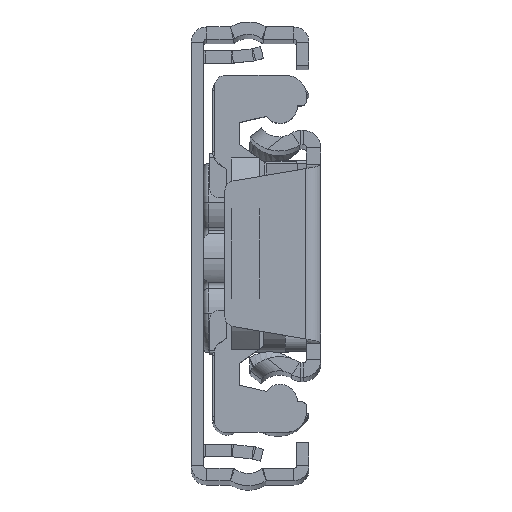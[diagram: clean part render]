
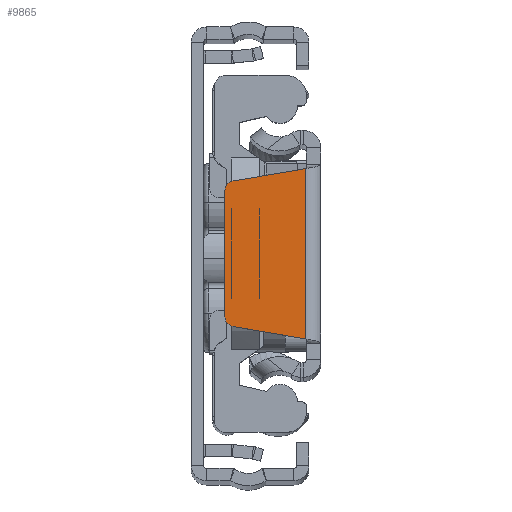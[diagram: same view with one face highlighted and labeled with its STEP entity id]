
A CAD part, top view. The second image highlights one B-rep face of the part: STEP entity #9865.
In plain terms, the highlighted planar face has unit normal (0, 0, 1).
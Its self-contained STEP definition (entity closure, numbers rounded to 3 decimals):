
#402 = ORIENTED_EDGE ( 'NONE', *, *, #13927, .F. ) ;
#475 = LINE ( 'NONE', #5249, #14557 ) ;
#504 = VERTEX_POINT ( 'NONE', #4914 ) ;
#1946 = VERTEX_POINT ( 'NONE', #3757 ) ;
#2769 = EDGE_CURVE ( 'NONE', #4440, #14578, #18029, .T. ) ;
#3678 = VERTEX_POINT ( 'NONE', #7702 ) ;
#3757 = CARTESIAN_POINT ( 'NONE',  ( -8.568, 7.142, 0. ) ) ;
#4440 = VERTEX_POINT ( 'NONE', #17833 ) ;
#4729 = AXIS2_PLACEMENT_3D ( 'NONE', #19040, #5099, #14305 ) ;
#4914 = CARTESIAN_POINT ( 'NONE',  ( -9.4, 6.156, 0. ) ) ;
#5099 = DIRECTION ( 'NONE',  ( 0., 0., -1. ) ) ;
#5243 = DIRECTION ( 'NONE',  ( 0.986, 0.168, 0. ) ) ;
#5249 = CARTESIAN_POINT ( 'NONE',  ( -9.4, 6.156, 0. ) ) ;
#5411 = VECTOR ( 'NONE', #18757, 1000. ) ;
#5445 = CARTESIAN_POINT ( 'NONE',  ( -1.5, 8.35, 0. ) ) ;
#5476 = VECTOR ( 'NONE', #5243, 1000. ) ;
#5628 = EDGE_CURVE ( 'NONE', #11274, #3678, #9938, .T. ) ;
#6225 = CARTESIAN_POINT ( 'NONE',  ( -1.5, -8.35, 0. ) ) ;
#6765 = EDGE_CURVE ( 'NONE', #14578, #11274, #15638, .T. ) ;
#6783 = DIRECTION ( 'NONE',  ( 0., 1., 0. ) ) ;
#7311 = DIRECTION ( 'NONE',  ( 0., -1., 0. ) ) ;
#7426 = DIRECTION ( 'NONE',  ( 0., 0., -1. ) ) ;
#7702 = CARTESIAN_POINT ( 'NONE',  ( -9.4, -6.156, 0. ) ) ;
#8705 = VECTOR ( 'NONE', #7311, 1000. ) ;
#9001 = DIRECTION ( 'NONE',  ( -1., 0., 0. ) ) ;
#9295 = CARTESIAN_POINT ( 'NONE',  ( -8.568, -7.142, 0. ) ) ;
#9865 = ADVANCED_FACE ( 'NONE', ( #13839 ), #12192, .F. ) ;
#9938 = CIRCLE ( 'NONE', #4729, 1. ) ;
#10359 = AXIS2_PLACEMENT_3D ( 'NONE', #15483, #7426, #12317 ) ;
#11137 = EDGE_CURVE ( 'NONE', #504, #1946, #18446, .T. ) ;
#11274 = VERTEX_POINT ( 'NONE', #9295 ) ;
#11928 = AXIS2_PLACEMENT_3D ( 'NONE', #16858, #12155, #9001 ) ;
#12155 = DIRECTION ( 'NONE',  ( 0., 0., -1. ) ) ;
#12192 = PLANE ( 'NONE',  #10359 ) ;
#12317 = DIRECTION ( 'NONE',  ( -1., 0., 0. ) ) ;
#12358 = ORIENTED_EDGE ( 'NONE', *, *, #11137, .F. ) ;
#12849 = EDGE_CURVE ( 'NONE', #3678, #504, #475, .T. ) ;
#13449 = ORIENTED_EDGE ( 'NONE', *, *, #6765, .F. ) ;
#13839 = FACE_OUTER_BOUND ( 'NONE', #17569, .T. ) ;
#13927 = EDGE_CURVE ( 'NONE', #1946, #4440, #19196, .T. ) ;
#14305 = DIRECTION ( 'NONE',  ( -1., 0., 0. ) ) ;
#14557 = VECTOR ( 'NONE', #6783, 1000. ) ;
#14578 = VERTEX_POINT ( 'NONE', #6225 ) ;
#14702 = CARTESIAN_POINT ( 'NONE',  ( -1.5, -8.35, 0. ) ) ;
#15327 = CARTESIAN_POINT ( 'NONE',  ( -8.568, -7.142, 0. ) ) ;
#15483 = CARTESIAN_POINT ( 'NONE',  ( -8.4, 6.156, 0. ) ) ;
#15638 = LINE ( 'NONE', #15327, #5411 ) ;
#16246 = ORIENTED_EDGE ( 'NONE', *, *, #12849, .F. ) ;
#16858 = CARTESIAN_POINT ( 'NONE',  ( -8.4, 6.156, 0. ) ) ;
#17569 = EDGE_LOOP ( 'NONE', ( #19163, #402, #12358, #16246, #18080, #13449 ) ) ;
#17833 = CARTESIAN_POINT ( 'NONE',  ( -1.5, 8.35, 0. ) ) ;
#18029 = LINE ( 'NONE', #14702, #8705 ) ;
#18080 = ORIENTED_EDGE ( 'NONE', *, *, #5628, .F. ) ;
#18446 = CIRCLE ( 'NONE', #11928, 1. ) ;
#18757 = DIRECTION ( 'NONE',  ( -0.986, 0.168, 0. ) ) ;
#19040 = CARTESIAN_POINT ( 'NONE',  ( -8.4, -6.156, 0. ) ) ;
#19163 = ORIENTED_EDGE ( 'NONE', *, *, #2769, .F. ) ;
#19196 = LINE ( 'NONE', #5445, #5476 ) ;
